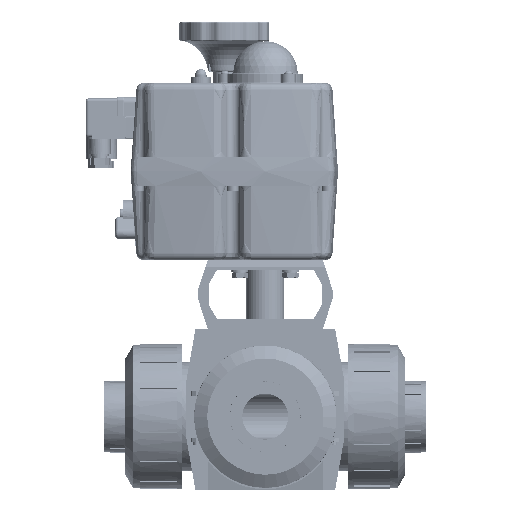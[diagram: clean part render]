
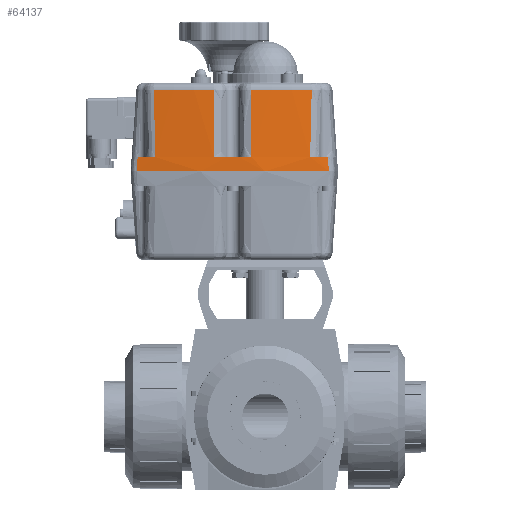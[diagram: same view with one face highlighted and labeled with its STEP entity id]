
A CAD part, front view. The second image highlights one B-rep face of the part: STEP entity #64137.
In plain terms, the highlighted conical face has half-angle 4 degrees and reference radius 403.75 mm.
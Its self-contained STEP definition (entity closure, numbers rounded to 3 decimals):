
#49224=CARTESIAN_POINT('',(-139.807,-3.605,83.165));
#49225=VERTEX_POINT('',#49224);
#49370=CARTESIAN_POINT('',(-6.132,-3.605,83.165));
#49371=VERTEX_POINT('',#49370);
#49381=CARTESIAN_POINT('',(-72.969,394.574,83.165));
#49382=DIRECTION('',(0.0,0.0,1.0));
#49383=DIRECTION('',(1.0,0.0,0.0));
#49384=AXIS2_PLACEMENT_3D('',#49381,#49382,#49383);
#49385=CIRCLE('',#49384,403.75);
#49386=EDGE_CURVE('',#49225,#49371,#49385,.T.);
#60755=CARTESIAN_POINT('',(-85.996,-8.266,93.165));
#60756=VERTEX_POINT('',#60755);
#60770=CARTESIAN_POINT('',(-59.941,-8.266,93.165));
#60771=VERTEX_POINT('',#60770);
#60772=CARTESIAN_POINT('',(-72.969,394.574,93.165));
#60773=DIRECTION('',(0.0,0.0,1.0));
#60774=DIRECTION('',(1.0,0.0,0.0));
#60775=AXIS2_PLACEMENT_3D('',#60772,#60773,#60774);
#60776=CIRCLE('',#60775,403.051);
#60777=EDGE_CURVE('',#60756,#60771,#60776,.T.);
#61087=CARTESIAN_POINT('',(-6.775,-3.004,93.165));
#61088=VERTEX_POINT('',#61087);
#61102=CARTESIAN_POINT('',(-6.775,-3.004,93.165));
#61103=CARTESIAN_POINT('',(-6.721,-3.054,92.336));
#61104=CARTESIAN_POINT('',(-6.668,-3.104,91.506));
#61105=CARTESIAN_POINT('',(-6.454,-3.304,88.173));
#61106=CARTESIAN_POINT('',(-6.293,-3.455,85.669));
#61107=CARTESIAN_POINT('',(-6.132,-3.605,83.165));
#61108=B_SPLINE_CURVE_WITH_KNOTS('',3,(#61102,#61103,#61104,#61105,#61106,#61107),.UNSPECIFIED.,.F.,.U.,(4,2,4),(5.021,7.52,15.06),.UNSPECIFIED.);
#61109=EDGE_CURVE('',#61088,#49371,#61108,.T.);
#61140=CARTESIAN_POINT('',(-19.154,-4.868,93.165));
#61141=VERTEX_POINT('',#61140);
#61155=CARTESIAN_POINT('',(-72.969,394.574,93.165));
#61156=DIRECTION('',(0.0,0.0,1.0));
#61157=DIRECTION('',(1.0,0.0,0.0));
#61158=AXIS2_PLACEMENT_3D('',#61155,#61156,#61157);
#61159=CIRCLE('',#61158,403.051);
#61160=EDGE_CURVE('',#61141,#61088,#61159,.T.);
#61238=CARTESIAN_POINT('',(-139.1,-3.014,93.165));
#61239=VERTEX_POINT('',#61238);
#61253=CARTESIAN_POINT('',(-126.783,-4.868,93.165));
#61254=VERTEX_POINT('',#61253);
#61255=CARTESIAN_POINT('',(-72.969,394.574,93.165));
#61256=DIRECTION('',(0.0,0.0,1.0));
#61257=DIRECTION('',(1.0,0.0,0.0));
#61258=AXIS2_PLACEMENT_3D('',#61255,#61256,#61257);
#61259=CIRCLE('',#61258,403.051);
#61260=EDGE_CURVE('',#61239,#61254,#61259,.T.);
#61337=CARTESIAN_POINT('',(-139.807,-3.605,83.165));
#61338=CARTESIAN_POINT('',(-139.63,-3.457,85.669));
#61339=CARTESIAN_POINT('',(-139.453,-3.309,88.172));
#61340=CARTESIAN_POINT('',(-139.217,-3.112,91.505));
#61341=CARTESIAN_POINT('',(-139.159,-3.063,92.335));
#61342=CARTESIAN_POINT('',(-139.1,-3.014,93.165));
#61343=B_SPLINE_CURVE_WITH_KNOTS('',3,(#61337,#61338,#61339,#61340,#61341,#61342),.UNSPECIFIED.,.F.,.U.,(4,2,4),(5.024,12.566,15.066),.UNSPECIFIED.);
#61344=EDGE_CURVE('',#49225,#61239,#61343,.T.);
#64037=CARTESIAN_POINT('',(-127.879,-1.412,140.014));
#64038=VERTEX_POINT('',#64037);
#64054=CARTESIAN_POINT('',(-126.783,-4.868,93.165));
#64055=CARTESIAN_POINT('',(-126.807,-4.732,95.05));
#64056=CARTESIAN_POINT('',(-126.832,-4.595,96.934));
#64057=CARTESIAN_POINT('',(-126.895,-4.29,101.145));
#64058=CARTESIAN_POINT('',(-126.933,-4.12,103.472));
#64059=CARTESIAN_POINT('',(-127.001,-3.844,107.253));
#64060=CARTESIAN_POINT('',(-127.028,-3.738,108.708));
#64061=CARTESIAN_POINT('',(-127.122,-3.394,113.408));
#64062=CARTESIAN_POINT('',(-127.194,-3.155,116.655));
#64063=CARTESIAN_POINT('',(-127.402,-2.53,125.095));
#64064=CARTESIAN_POINT('',(-127.551,-2.144,130.289));
#64065=CARTESIAN_POINT('',(-127.772,-1.64,136.992));
#64066=CARTESIAN_POINT('',(-127.824,-1.526,138.503));
#64067=CARTESIAN_POINT('',(-127.879,-1.412,140.014));
#64068=B_SPLINE_CURVE_WITH_KNOTS('',3,(#64054,#64055,#64056,#64057,#64058,#64059,#64060,#64061,#64062,#64063,#64064,#64065,#64066,#64067),.UNSPECIFIED.,.F.,.U.,(4,2,2,2,2,2,4),(13.199,18.868,25.868,30.243,40.011,55.639,60.188),.UNSPECIFIED.);
#64069=EDGE_CURVE('',#61254,#64038,#64068,.T.);
#64074=CARTESIAN_POINT('',(-72.969,394.574,83.165));
#64075=DIRECTION('',(0.,0.,-1.0));
#64076=DIRECTION('',(1.0,0.0,0.0));
#64077=AXIS2_PLACEMENT_3D('',#64074,#64075,#64076);
#64078=CONICAL_SURFACE('',#64077,403.75,4.);
#64079=CARTESIAN_POINT('',(-59.94,-4.988,140.014));
#64080=VERTEX_POINT('',#64079);
#64081=CARTESIAN_POINT('',(-18.059,-1.412,140.014));
#64082=VERTEX_POINT('',#64081);
#64083=CARTESIAN_POINT('',(-72.969,394.574,140.014));
#64084=DIRECTION('',(0.,0.,1.0));
#64085=DIRECTION('',(0.085,-0.996,0.));
#64086=AXIS2_PLACEMENT_3D('',#64083,#64084,#64085);
#64087=CIRCLE('',#64086,399.775);
#64088=EDGE_CURVE('',#64080,#64082,#64087,.T.);
#64089=ORIENTED_EDGE('',*,*,#64088,.F.);
#64090=CARTESIAN_POINT('',(-59.941,-8.266,93.165));
#64091=DIRECTION('',(0.,0.07,0.998));
#64092=VECTOR('',#64091,46.963);
#64093=LINE('',#64090,#64092);
#64094=EDGE_CURVE('',#60771,#64080,#64093,.T.);
#64095=ORIENTED_EDGE('',*,*,#64094,.F.);
#64096=ORIENTED_EDGE('',*,*,#60777,.F.);
#64097=CARTESIAN_POINT('',(-85.998,-4.988,140.014));
#64098=VERTEX_POINT('',#64097);
#64099=CARTESIAN_POINT('',(-85.998,-4.988,140.014));
#64100=DIRECTION('',(0.,-0.07,-0.998));
#64101=VECTOR('',#64100,46.963);
#64102=LINE('',#64099,#64101);
#64103=EDGE_CURVE('',#64098,#60756,#64102,.T.);
#64104=ORIENTED_EDGE('',*,*,#64103,.F.);
#64105=CARTESIAN_POINT('',(-72.969,394.574,140.014));
#64106=DIRECTION('',(0.,0.,1.0));
#64107=DIRECTION('',(-0.085,-0.996,0.));
#64108=AXIS2_PLACEMENT_3D('',#64105,#64106,#64107);
#64109=CIRCLE('',#64108,399.775);
#64110=EDGE_CURVE('',#64038,#64098,#64109,.T.);
#64111=ORIENTED_EDGE('',*,*,#64110,.F.);
#64112=ORIENTED_EDGE('',*,*,#64069,.F.);
#64113=ORIENTED_EDGE('',*,*,#61260,.F.);
#64114=ORIENTED_EDGE('',*,*,#61344,.F.);
#64115=ORIENTED_EDGE('',*,*,#49386,.T.);
#64116=ORIENTED_EDGE('',*,*,#61109,.F.);
#64117=ORIENTED_EDGE('',*,*,#61160,.F.);
#64118=CARTESIAN_POINT('',(-18.059,-1.412,140.014));
#64119=CARTESIAN_POINT('',(-18.18,-1.667,136.639));
#64120=CARTESIAN_POINT('',(-18.29,-1.92,133.263));
#64121=CARTESIAN_POINT('',(-18.46,-2.344,127.587));
#64122=CARTESIAN_POINT('',(-18.524,-2.515,125.287));
#64123=CARTESIAN_POINT('',(-18.622,-2.793,121.549));
#64124=CARTESIAN_POINT('',(-18.658,-2.899,120.111));
#64125=CARTESIAN_POINT('',(-18.771,-3.245,115.427));
#64126=CARTESIAN_POINT('',(-18.841,-3.484,112.18));
#64127=CARTESIAN_POINT('',(-19.005,-4.102,103.739));
#64128=CARTESIAN_POINT('',(-19.087,-4.479,98.543));
#64129=CARTESIAN_POINT('',(-19.153,-4.859,93.287));
#64130=CARTESIAN_POINT('',(-19.153,-4.863,93.226));
#64131=CARTESIAN_POINT('',(-19.154,-4.868,93.165));
#64132=B_SPLINE_CURVE_WITH_KNOTS('',3,(#64118,#64119,#64120,#64121,#64122,#64123,#64124,#64125,#64126,#64127,#64128,#64129,#64130,#64131),.UNSPECIFIED.,.F.,.U.,(4,2,2,2,2,2,4),(17.956,28.117,35.039,39.365,49.133,64.762,64.945),.UNSPECIFIED.);
#64133=EDGE_CURVE('',#64082,#61141,#64132,.T.);
#64134=ORIENTED_EDGE('',*,*,#64133,.F.);
#64135=EDGE_LOOP('',(#64089,#64095,#64096,#64104,#64111,#64112,#64113,#64114,#64115,#64116,#64117,#64134));
#64136=FACE_OUTER_BOUND('',#64135,.T.);
#64137=ADVANCED_FACE('',(#64136),#64078,.T.);
